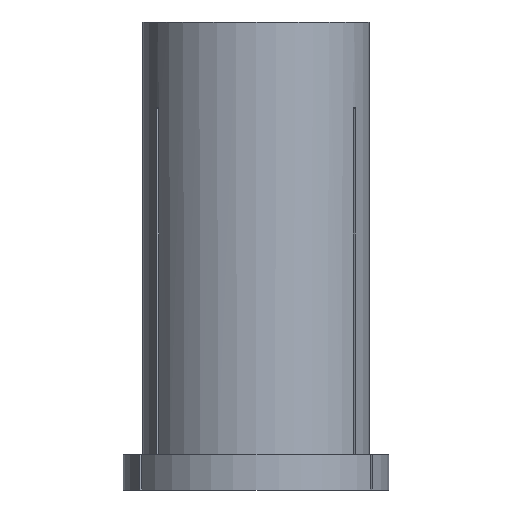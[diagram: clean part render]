
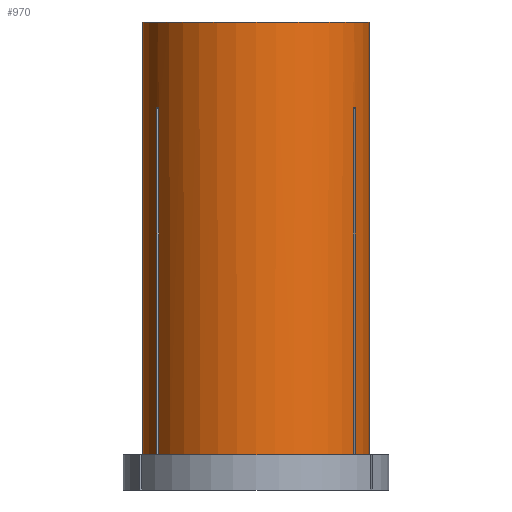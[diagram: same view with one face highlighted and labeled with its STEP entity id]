
A CAD part, front view. The second image highlights one B-rep face of the part: STEP entity #970.
In plain terms, the highlighted cylindrical face has radius 16 mm (diameter 32 mm), a partial arc.
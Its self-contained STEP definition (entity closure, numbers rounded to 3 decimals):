
#1 = VERTEX_POINT ( 'NONE', #973 ) ;
#4 = VERTEX_POINT ( 'NONE', #961 ) ;
#13 = CARTESIAN_POINT ( 'NONE',  ( 13.857, -8.001, -12.083 ) ) ;
#14 = CARTESIAN_POINT ( 'NONE',  ( -13.704, -8.258, -12.085 ) ) ;
#15 = VERTEX_POINT ( 'NONE', #528 ) ;
#24 = DIRECTION ( 'NONE',  ( 0., 0., 1. ) ) ;
#25 = DIRECTION ( 'NONE',  ( 0., 0., 1. ) ) ;
#26 = CIRCLE ( 'NONE', #458, 16. ) ;
#41 = VERTEX_POINT ( 'NONE', #14 ) ;
#43 = CARTESIAN_POINT ( 'NONE',  ( 0., 0., 0. ) ) ;
#60 = DIRECTION ( 'NONE',  ( 0., 0., 1. ) ) ;
#75 = CARTESIAN_POINT ( 'NONE',  ( 0., 0., -61. ) ) ;
#79 = ORIENTED_EDGE ( 'NONE', *, *, #845, .T. ) ;
#95 = CIRCLE ( 'NONE', #1189, 16. ) ;
#106 = CARTESIAN_POINT ( 'NONE',  ( 14.004, -7.739, -12.085 ) ) ;
#112 = CIRCLE ( 'NONE', #992, 16. ) ;
#127 = CIRCLE ( 'NONE', #931, 16. ) ;
#166 = DIRECTION ( 'NONE',  ( 1., 0., 0. ) ) ;
#172 = VERTEX_POINT ( 'NONE', #379 ) ;
#174 = CARTESIAN_POINT ( 'NONE',  ( -13.806, -8.087, -12.083 ) ) ;
#179 = DIRECTION ( 'NONE',  ( 0., 0., 1. ) ) ;
#183 = CARTESIAN_POINT ( 'NONE',  ( 14.004, -7.739, -12.085 ) ) ;
#194 = DIRECTION ( 'NONE',  ( 1., 0., 0. ) ) ;
#202 = CARTESIAN_POINT ( 'NONE',  ( -13.704, -8.258, -12.085 ) ) ;
#209 = LINE ( 'NONE', #785, #244 ) ;
#220 = AXIS2_PLACEMENT_3D ( 'NONE', #43, #179, #194 ) ;
#244 = VECTOR ( 'NONE', #25, 1000. ) ;
#252 = B_SPLINE_CURVE_WITH_KNOTS ( 'NONE', 3,
 ( #684, #584, #1214, #174, #283, #202 ),
 .UNSPECIFIED., .F., .F.,
 ( 4, 2, 4 ),
 ( 0.081, 0.082, 0.082 ),
 .UNSPECIFIED. ) ;
#271 = EDGE_CURVE ( 'NONE', #836, #1043, #26, .T. ) ;
#275 = CARTESIAN_POINT ( 'NONE',  ( -13.704, -8.258, -61. ) ) ;
#281 = CARTESIAN_POINT ( 'NONE',  ( -14.004, -7.739, -12.085 ) ) ;
#283 = CARTESIAN_POINT ( 'NONE',  ( -13.755, -8.173, -12.084 ) ) ;
#292 = ORIENTED_EDGE ( 'NONE', *, *, #434, .F. ) ;
#303 = EDGE_CURVE ( 'NONE', #776, #172, #830, .T. ) ;
#305 = DIRECTION ( 'NONE',  ( 0., 0., 1. ) ) ;
#311 = ORIENTED_EDGE ( 'NONE', *, *, #271, .T. ) ;
#326 = CARTESIAN_POINT ( 'NONE',  ( 16., 0., 0. ) ) ;
#329 = ORIENTED_EDGE ( 'NONE', *, *, #1167, .T. ) ;
#341 = VERTEX_POINT ( 'NONE', #281 ) ;
#369 = DIRECTION ( 'NONE',  ( 0., 0., 1. ) ) ;
#375 = VERTEX_POINT ( 'NONE', #815 ) ;
#379 = CARTESIAN_POINT ( 'NONE',  ( -16., 0., 0. ) ) ;
#396 = CARTESIAN_POINT ( 'NONE',  ( 0., 0., -61. ) ) ;
#405 = ORIENTED_EDGE ( 'NONE', *, *, #1066, .T. ) ;
#414 = DIRECTION ( 'NONE',  ( 0., 0., 1. ) ) ;
#434 = EDGE_CURVE ( 'NONE', #809, #463, #839, .T. ) ;
#453 = ORIENTED_EDGE ( 'NONE', *, *, #303, .F. ) ;
#458 = AXIS2_PLACEMENT_3D ( 'NONE', #75, #60, #166 ) ;
#463 = VERTEX_POINT ( 'NONE', #183 ) ;
#465 = DIRECTION ( 'NONE',  ( 0., 0., 1. ) ) ;
#482 = EDGE_CURVE ( 'NONE', #172, #15, #95, .T. ) ;
#495 = ORIENTED_EDGE ( 'NONE', *, *, #551, .T. ) ;
#498 = CARTESIAN_POINT ( 'NONE',  ( 0., 0., -61. ) ) ;
#508 = DIRECTION ( 'NONE',  ( 1., 0., 0. ) ) ;
#520 = ORIENTED_EDGE ( 'NONE', *, *, #1192, .T. ) ;
#528 = CARTESIAN_POINT ( 'NONE',  ( 16., 0., 0. ) ) ;
#529 = LINE ( 'NONE', #677, #1178 ) ;
#534 = ORIENTED_EDGE ( 'NONE', *, *, #537, .T. ) ;
#537 = EDGE_CURVE ( 'NONE', #776, #375, #112, .T. ) ;
#539 = DIRECTION ( 'NONE',  ( 1., 0., 0. ) ) ;
#547 = DIRECTION ( 'NONE',  ( 1., 0., 0. ) ) ;
#551 = EDGE_CURVE ( 'NONE', #809, #1, #127, .T. ) ;
#584 = CARTESIAN_POINT ( 'NONE',  ( -13.956, -7.826, -12.084 ) ) ;
#587 = CARTESIAN_POINT ( 'NONE',  ( 13.955, -7.827, -12.084 ) ) ;
#620 = CARTESIAN_POINT ( 'NONE',  ( 13.704, -8.258, -12.085 ) ) ;
#677 = CARTESIAN_POINT ( 'NONE',  ( -13.704, -8.258, 0. ) ) ;
#684 = CARTESIAN_POINT ( 'NONE',  ( -14.004, -7.739, -12.085 ) ) ;
#690 = DIRECTION ( 'NONE',  ( 0., 0., 1. ) ) ;
#695 = CARTESIAN_POINT ( 'NONE',  ( 14.004, -7.739, -61. ) ) ;
#713 = EDGE_LOOP ( 'NONE', ( #453, #534, #79, #754, #980, #311, #329, #520, #292, #495, #405, #1177 ) ) ;
#715 = CARTESIAN_POINT ( 'NONE',  ( 13.704, -8.258, -61. ) ) ;
#717 = DIRECTION ( 'NONE',  ( 0., 0., 1. ) ) ;
#718 = B_SPLINE_CURVE_WITH_KNOTS ( 'NONE', 3,
 ( #620, #1258, #13, #587, #106 ),
 .UNSPECIFIED., .F., .F.,
 ( 4, 1, 4 ),
 ( 0.09, 0.09, 0.09 ),
 .UNSPECIFIED. ) ;
#754 = ORIENTED_EDGE ( 'NONE', *, *, #1226, .T. ) ;
#776 = VERTEX_POINT ( 'NONE', #799 ) ;
#785 = CARTESIAN_POINT ( 'NONE',  ( -14.004, -7.739, 0. ) ) ;
#799 = CARTESIAN_POINT ( 'NONE',  ( -16., 0., -61. ) ) ;
#809 = VERTEX_POINT ( 'NONE', #695 ) ;
#815 = CARTESIAN_POINT ( 'NONE',  ( -14.004, -7.739, -61. ) ) ;
#830 = LINE ( 'NONE', #1270, #901 ) ;
#836 = VERTEX_POINT ( 'NONE', #275 ) ;
#839 = LINE ( 'NONE', #1289, #1002 ) ;
#845 = EDGE_CURVE ( 'NONE', #375, #341, #209, .T. ) ;
#901 = VECTOR ( 'NONE', #1030, 1000. ) ;
#931 = AXIS2_PLACEMENT_3D ( 'NONE', #498, #465, #539 ) ;
#961 = CARTESIAN_POINT ( 'NONE',  ( 13.704, -8.258, -12.085 ) ) ;
#970 = ADVANCED_FACE ( 'NONE', ( #1186 ), #1182, .T. ) ;
#973 = CARTESIAN_POINT ( 'NONE',  ( 16., 0., -61. ) ) ;
#977 = CARTESIAN_POINT ( 'NONE',  ( 0., 0., 0. ) ) ;
#980 = ORIENTED_EDGE ( 'NONE', *, *, #988, .F. ) ;
#988 = EDGE_CURVE ( 'NONE', #836, #41, #529, .T. ) ;
#992 = AXIS2_PLACEMENT_3D ( 'NONE', #396, #717, #508 ) ;
#1002 = VECTOR ( 'NONE', #24, 1000. ) ;
#1030 = DIRECTION ( 'NONE',  ( 0., 0., 1. ) ) ;
#1038 = VECTOR ( 'NONE', #414, 1000. ) ;
#1043 = VERTEX_POINT ( 'NONE', #715 ) ;
#1065 = LINE ( 'NONE', #1193, #1038 ) ;
#1066 = EDGE_CURVE ( 'NONE', #1, #15, #1136, .T. ) ;
#1123 = VECTOR ( 'NONE', #305, 1000. ) ;
#1136 = LINE ( 'NONE', #326, #1123 ) ;
#1167 = EDGE_CURVE ( 'NONE', #1043, #4, #1065, .T. ) ;
#1177 = ORIENTED_EDGE ( 'NONE', *, *, #482, .F. ) ;
#1178 = VECTOR ( 'NONE', #369, 1000. ) ;
#1182 = CYLINDRICAL_SURFACE ( 'NONE', #220, 16. ) ;
#1186 = FACE_OUTER_BOUND ( 'NONE', #713, .T. ) ;
#1189 = AXIS2_PLACEMENT_3D ( 'NONE', #977, #690, #547 ) ;
#1192 = EDGE_CURVE ( 'NONE', #4, #463, #718, .T. ) ;
#1193 = CARTESIAN_POINT ( 'NONE',  ( 13.704, -8.258, 0. ) ) ;
#1214 = CARTESIAN_POINT ( 'NONE',  ( -13.906, -7.914, -12.083 ) ) ;
#1226 = EDGE_CURVE ( 'NONE', #341, #41, #252, .T. ) ;
#1258 = CARTESIAN_POINT ( 'NONE',  ( 13.755, -8.173, -12.084 ) ) ;
#1270 = CARTESIAN_POINT ( 'NONE',  ( -16., 0., 0. ) ) ;
#1289 = CARTESIAN_POINT ( 'NONE',  ( 14.004, -7.739, 0. ) ) ;
